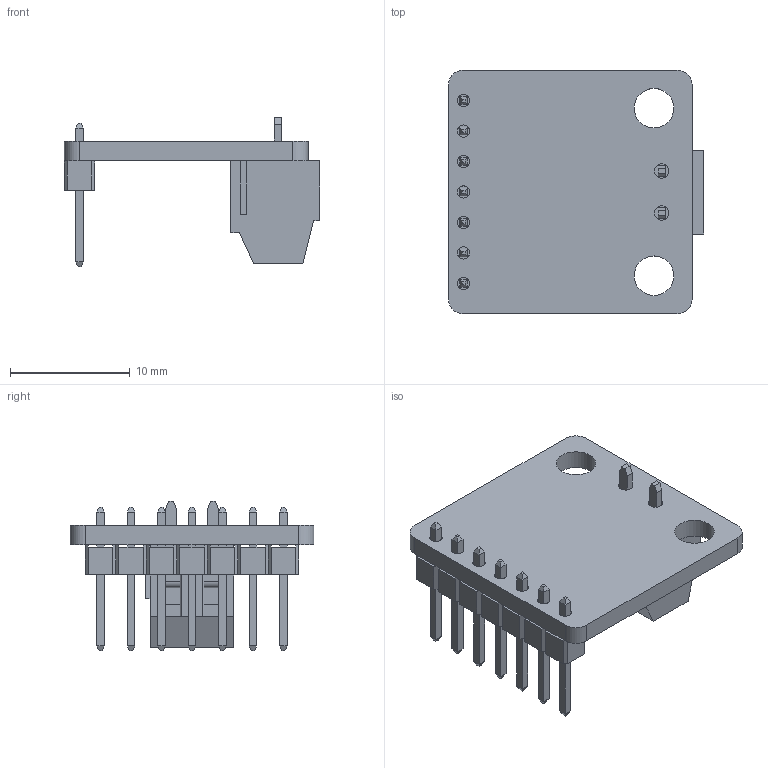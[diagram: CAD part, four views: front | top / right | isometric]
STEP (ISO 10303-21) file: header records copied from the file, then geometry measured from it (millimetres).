
FILE_DESCRIPTION(/* description */ (''),/* implementation_level */ '2;1');
FILE_NAME(/* name */ 'SparkFun MAX98357A I2S Audio Breakout v3.step',/* time_stamp */ '2024-04-26T08:15:13+02:00',/* author */ (''),/* organization */ (''),/* preprocessor_version */ 'ST-DEVELOPER v20',/* originating_system */ 'Autodesk Translation Framework v12.20.1.177',/* authorisation */ '');
FILE_SCHEMA (('AUTOMOTIVE_DESIGN { 1 0 10303 214 3 1 1 }'));
Length unit declared in the file: millimetre
Products named in the file (2): SparkFun MAX98357A I2S Audio Breakout; Z_OLD
Assembly tree (1 placements, depth 2):
  SparkFun MAX98357A I2S Audio Breakout
    Z_OLD
Bounding box: 21.28 x 20.32 x 12.44 mm (x, y, z)
Volume: 1027.9 mm3; surface area: 2042.9 mm2
Topology: 1 solids, 3 shells, 497 faces, 1317 edges, 822 vertices
Faces by surface type: plane 444, cylinder 43, torus 6, cone 4
Full cylindrical faces by diameter (mm): 1.016 x7, 1.2 x2, 1.25 x2, 1.6 x2, 2 x2, 2.95 x2, 3.2 x2, 3.302 x2
Entity records: 15145 total; most frequent: CARTESIAN_POINT 2639, ORIENTED_EDGE 2634, DIRECTION 2439, EDGE_CURVE 1317, LINE 1195, VECTOR 1195, VERTEX_POINT 822, AXIS2_PLACEMENT_3D 622
